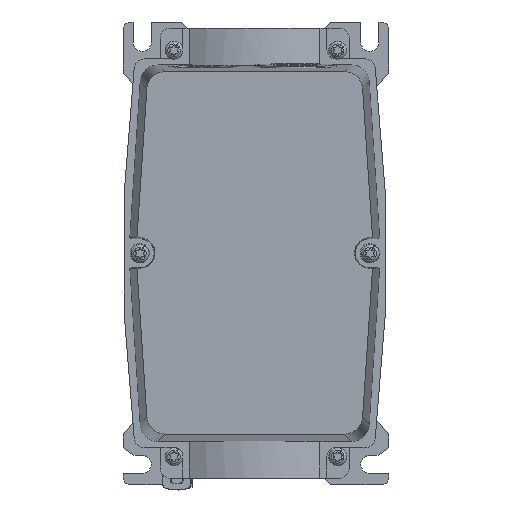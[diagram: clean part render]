
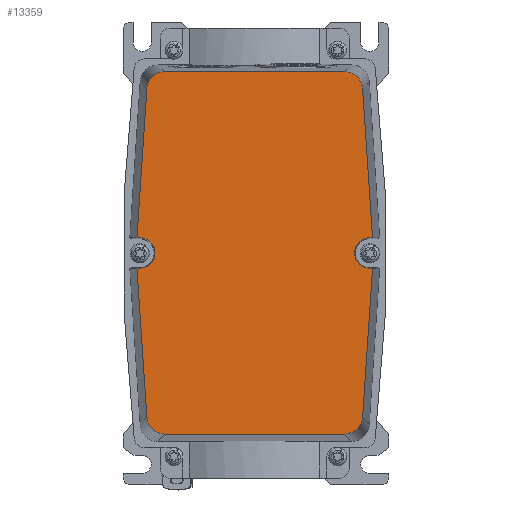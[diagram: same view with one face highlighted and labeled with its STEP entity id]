
A CAD part, top view. The second image highlights one B-rep face of the part: STEP entity #13359.
In plain terms, the highlighted planar face has unit normal (0, 0, 1).
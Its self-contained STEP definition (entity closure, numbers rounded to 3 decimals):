
#13320=AXIS2_PLACEMENT_3D('Circle Axis2P3D',#13318,#13319,$) ;
#13334=AXIS2_PLACEMENT_3D('Plane Axis2P3D',#13331,#13332,#13333) ;
#13338=AXIS2_PLACEMENT_3D('Circle Axis2P3D',#13336,#13337,$) ;
#11880=CARTESIAN_POINT('Vertex',(6.5,98.587,129.)) ;
#11883=CARTESIAN_POINT('Line Origine',(5.975,98.587,129.)) ;
#11887=CARTESIAN_POINT('Vertex',(5.45,98.587,129.)) ;
#11913=CARTESIAN_POINT('Vertex',(9.322,156.89,129.)) ;
#11916=CARTESIAN_POINT('Line Origine',(5.042,92.444,129.)) ;
#11935=CARTESIAN_POINT('Control Point',(9.322,156.89,129.)) ;
#11936=CARTESIAN_POINT('Control Point',(9.462,158.99,129.)) ;
#11937=CARTESIAN_POINT('Control Point',(10.389,161.04,129.)) ;
#11938=CARTESIAN_POINT('Control Point',(12.091,162.633,129.)) ;
#11939=CARTESIAN_POINT('Control Point',(14.198,163.422,129.)) ;
#11940=CARTESIAN_POINT('Control Point',(16.303,163.422,129.)) ;
#11941=CARTESIAN_POINT('Vertex',(16.303,163.422,129.)) ;
#11970=CARTESIAN_POINT('Line Origine',(51.5,163.422,129.)) ;
#11974=CARTESIAN_POINT('Vertex',(86.697,163.422,129.)) ;
#12287=CARTESIAN_POINT('Vertex',(86.697,21.752,129.)) ;
#12290=CARTESIAN_POINT('Line Origine',(51.5,21.752,129.)) ;
#12294=CARTESIAN_POINT('Vertex',(16.303,21.752,129.)) ;
#12317=CARTESIAN_POINT('Control Point',(9.322,28.284,129.)) ;
#12318=CARTESIAN_POINT('Control Point',(9.462,26.184,129.)) ;
#12319=CARTESIAN_POINT('Control Point',(10.389,24.134,129.)) ;
#12320=CARTESIAN_POINT('Control Point',(12.091,22.541,129.)) ;
#12321=CARTESIAN_POINT('Control Point',(14.198,21.752,129.)) ;
#12322=CARTESIAN_POINT('Control Point',(16.303,21.752,129.)) ;
#12323=CARTESIAN_POINT('Vertex',(9.322,28.284,129.)) ;
#12344=CARTESIAN_POINT('Line Origine',(5.042,92.73,129.)) ;
#12348=CARTESIAN_POINT('Vertex',(5.45,86.587,129.)) ;
#12409=CARTESIAN_POINT('Line Origine',(5.975,86.587,129.)) ;
#12413=CARTESIAN_POINT('Vertex',(6.5,86.587,129.)) ;
#12824=CARTESIAN_POINT('Vertex',(96.5,86.587,129.)) ;
#12827=CARTESIAN_POINT('Line Origine',(97.025,86.587,129.)) ;
#12831=CARTESIAN_POINT('Vertex',(97.55,86.587,129.)) ;
#12854=CARTESIAN_POINT('Line Origine',(97.958,92.73,129.)) ;
#12858=CARTESIAN_POINT('Vertex',(93.678,28.284,129.)) ;
#12879=CARTESIAN_POINT('Control Point',(93.678,28.284,129.)) ;
#12880=CARTESIAN_POINT('Control Point',(93.538,26.184,129.)) ;
#12881=CARTESIAN_POINT('Control Point',(92.611,24.134,129.)) ;
#12882=CARTESIAN_POINT('Control Point',(90.909,22.541,129.)) ;
#12883=CARTESIAN_POINT('Control Point',(88.802,21.752,129.)) ;
#12884=CARTESIAN_POINT('Control Point',(86.697,21.752,129.)) ;
#13064=CARTESIAN_POINT('Control Point',(93.678,156.89,129.)) ;
#13065=CARTESIAN_POINT('Control Point',(93.538,158.99,129.)) ;
#13066=CARTESIAN_POINT('Control Point',(92.611,161.04,129.)) ;
#13067=CARTESIAN_POINT('Control Point',(90.909,162.633,129.)) ;
#13068=CARTESIAN_POINT('Control Point',(88.802,163.422,129.)) ;
#13069=CARTESIAN_POINT('Control Point',(86.697,163.422,129.)) ;
#13070=CARTESIAN_POINT('Vertex',(93.678,156.89,129.)) ;
#13091=CARTESIAN_POINT('Line Origine',(97.958,92.444,129.)) ;
#13095=CARTESIAN_POINT('Vertex',(97.55,98.587,129.)) ;
#13158=CARTESIAN_POINT('Line Origine',(97.025,98.587,129.)) ;
#13162=CARTESIAN_POINT('Vertex',(96.5,98.587,129.)) ;
#13318=CARTESIAN_POINT('Axis2P3D Location',(6.5,92.587,129.)) ;
#13331=CARTESIAN_POINT('Axis2P3D Location',(51.5,92.587,129.)) ;
#13336=CARTESIAN_POINT('Axis2P3D Location',(96.5,92.587,129.)) ;
#11884=DIRECTION('Vector Direction',(-1.,0.,0.)) ;
#11917=DIRECTION('Vector Direction',(0.066,0.998,0.)) ;
#11971=DIRECTION('Vector Direction',(-1.,0.,0.)) ;
#12291=DIRECTION('Vector Direction',(1.,0.,0.)) ;
#12345=DIRECTION('Vector Direction',(0.066,-0.998,0.)) ;
#12410=DIRECTION('Vector Direction',(1.,0.,0.)) ;
#12828=DIRECTION('Vector Direction',(1.,0.,0.)) ;
#12855=DIRECTION('Vector Direction',(-0.066,-0.998,0.)) ;
#13092=DIRECTION('Vector Direction',(-0.066,0.998,0.)) ;
#13159=DIRECTION('Vector Direction',(1.,0.,0.)) ;
#13319=DIRECTION('Axis2P3D Direction',(0.,0.,1.)) ;
#13332=DIRECTION('Axis2P3D Direction',(0.,0.,1.)) ;
#13333=DIRECTION('Axis2P3D XDirection',(0.,1.,0.)) ;
#13337=DIRECTION('Axis2P3D Direction',(0.,0.,1.)) ;
#11885=VECTOR('Line Direction',#11884,1.) ;
#11918=VECTOR('Line Direction',#11917,1.) ;
#11972=VECTOR('Line Direction',#11971,1.) ;
#12292=VECTOR('Line Direction',#12291,1.) ;
#12346=VECTOR('Line Direction',#12345,1.) ;
#12411=VECTOR('Line Direction',#12410,1.) ;
#12829=VECTOR('Line Direction',#12828,1.) ;
#12856=VECTOR('Line Direction',#12855,1.) ;
#13093=VECTOR('Line Direction',#13092,1.) ;
#13160=VECTOR('Line Direction',#13159,1.) ;
#13342=ORIENTED_EDGE('',*,*,#12860,.T.) ;
#13343=ORIENTED_EDGE('',*,*,#12833,.T.) ;
#13344=ORIENTED_EDGE('',*,*,#13340,.T.) ;
#13345=ORIENTED_EDGE('',*,*,#13164,.T.) ;
#13346=ORIENTED_EDGE('',*,*,#13097,.T.) ;
#13347=ORIENTED_EDGE('',*,*,#13072,.F.) ;
#13348=ORIENTED_EDGE('',*,*,#11976,.T.) ;
#13349=ORIENTED_EDGE('',*,*,#11943,.F.) ;
#13350=ORIENTED_EDGE('',*,*,#11920,.T.) ;
#13351=ORIENTED_EDGE('',*,*,#11889,.T.) ;
#13352=ORIENTED_EDGE('',*,*,#13322,.T.) ;
#13353=ORIENTED_EDGE('',*,*,#12415,.T.) ;
#13354=ORIENTED_EDGE('',*,*,#12350,.T.) ;
#13355=ORIENTED_EDGE('',*,*,#12325,.F.) ;
#13356=ORIENTED_EDGE('',*,*,#12296,.T.) ;
#13357=ORIENTED_EDGE('',*,*,#12885,.F.) ;
#13359=ADVANCED_FACE('Hauptk\X2\00F6\X0\rper',(#13358),#13335,.T.) ;
#11934=B_SPLINE_CURVE_WITH_KNOTS('',5,(#11935,#11936,#11937,#11938,#11939,#11940),.UNSPECIFIED.,.F.,.U.,(6,6),(0.,14.885),.UNSPECIFIED.) ;
#12316=B_SPLINE_CURVE_WITH_KNOTS('',5,(#12317,#12318,#12319,#12320,#12321,#12322),.UNSPECIFIED.,.F.,.U.,(6,6),(0.,14.885),.UNSPECIFIED.) ;
#12878=B_SPLINE_CURVE_WITH_KNOTS('',5,(#12879,#12880,#12881,#12882,#12883,#12884),.UNSPECIFIED.,.F.,.U.,(6,6),(0.,14.885),.UNSPECIFIED.) ;
#13063=B_SPLINE_CURVE_WITH_KNOTS('',5,(#13064,#13065,#13066,#13067,#13068,#13069),.UNSPECIFIED.,.F.,.U.,(6,6),(0.,14.885),.UNSPECIFIED.) ;
#13321=CIRCLE('generated circle',#13320,6.) ;
#13339=CIRCLE('generated circle',#13338,6.) ;
#11889=EDGE_CURVE('',#11888,#11881,#11886,.F.) ;
#11920=EDGE_CURVE('',#11914,#11888,#11919,.F.) ;
#11943=EDGE_CURVE('',#11914,#11942,#11934,.T.) ;
#11976=EDGE_CURVE('',#11975,#11942,#11973,.T.) ;
#12296=EDGE_CURVE('',#12295,#12288,#12293,.T.) ;
#12325=EDGE_CURVE('',#12295,#12324,#12316,.F.) ;
#12350=EDGE_CURVE('',#12349,#12324,#12347,.T.) ;
#12415=EDGE_CURVE('',#12414,#12349,#12412,.F.) ;
#12833=EDGE_CURVE('',#12832,#12825,#12830,.F.) ;
#12860=EDGE_CURVE('',#12859,#12832,#12857,.F.) ;
#12885=EDGE_CURVE('',#12859,#12288,#12878,.T.) ;
#13072=EDGE_CURVE('',#11975,#13071,#13063,.F.) ;
#13097=EDGE_CURVE('',#13096,#13071,#13094,.T.) ;
#13164=EDGE_CURVE('',#13163,#13096,#13161,.T.) ;
#13322=EDGE_CURVE('',#11881,#12414,#13321,.F.) ;
#13340=EDGE_CURVE('',#12825,#13163,#13339,.F.) ;
#13341=EDGE_LOOP('',(#13342,#13343,#13344,#13345,#13346,#13347,#13348,#13349,#13350,#13351,#13352,#13353,#13354,#13355,#13356,#13357)) ;
#13358=FACE_OUTER_BOUND('',#13341,.T.) ;
#11886=LINE('Line',#11883,#11885) ;
#11919=LINE('Line',#11916,#11918) ;
#11973=LINE('Line',#11970,#11972) ;
#12293=LINE('Line',#12290,#12292) ;
#12347=LINE('Line',#12344,#12346) ;
#12412=LINE('Line',#12409,#12411) ;
#12830=LINE('Line',#12827,#12829) ;
#12857=LINE('Line',#12854,#12856) ;
#13094=LINE('Line',#13091,#13093) ;
#13161=LINE('Line',#13158,#13160) ;
#13335=PLANE('',#13334) ;
#11881=VERTEX_POINT('',#11880) ;
#11888=VERTEX_POINT('',#11887) ;
#11914=VERTEX_POINT('',#11913) ;
#11942=VERTEX_POINT('',#11941) ;
#11975=VERTEX_POINT('',#11974) ;
#12288=VERTEX_POINT('',#12287) ;
#12295=VERTEX_POINT('',#12294) ;
#12324=VERTEX_POINT('',#12323) ;
#12349=VERTEX_POINT('',#12348) ;
#12414=VERTEX_POINT('',#12413) ;
#12825=VERTEX_POINT('',#12824) ;
#12832=VERTEX_POINT('',#12831) ;
#12859=VERTEX_POINT('',#12858) ;
#13071=VERTEX_POINT('',#13070) ;
#13096=VERTEX_POINT('',#13095) ;
#13163=VERTEX_POINT('',#13162) ;
